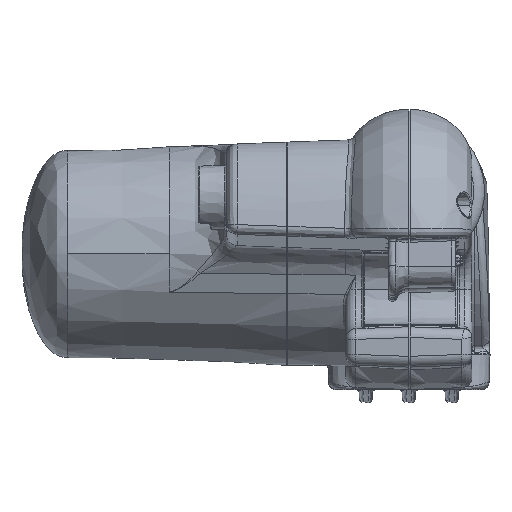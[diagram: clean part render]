
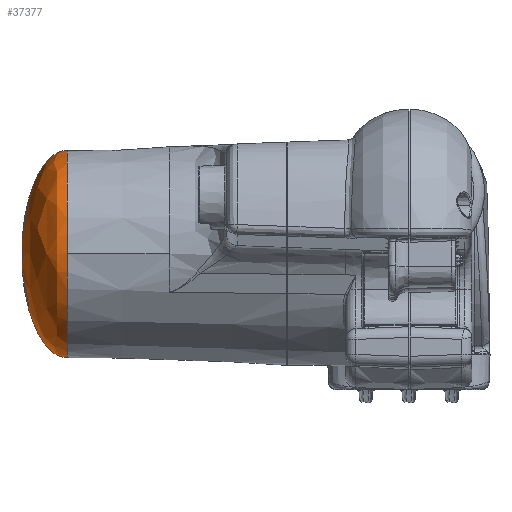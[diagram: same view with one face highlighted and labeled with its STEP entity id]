
A CAD part, top view. The second image highlights one B-rep face of the part: STEP entity #37377.
In plain terms, the highlighted free-form (B-spline) face has degree [3, 3] with [4, 4] control points.
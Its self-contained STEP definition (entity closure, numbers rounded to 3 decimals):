
#6271 = CARTESIAN_POINT ( 'NONE',  ( -127., -23.35, 38.565 ) ) ;
#6595 = DIRECTION ( 'NONE',  ( 0., 1., 0. ) ) ;
#6597 = DIRECTION ( 'NONE',  ( 1., 0., 0. ) ) ;
#6599 = CARTESIAN_POINT ( 'NONE',  ( -127., -23.35, 0. ) ) ;
#6600 = AXIS2_PLACEMENT_3D ( 'NONE', #6599, #6597, #6595 ) ;
#6601 = CIRCLE ( 'NONE', #6600, 38.565 ) ;
#16748 = CARTESIAN_POINT ( 'NONE',  ( -143.849, -18.227, 0. ) ) ;
#16749 = CARTESIAN_POINT ( 'NONE',  ( -143.849, -28.473, 0. ) ) ;
#16750 = CARTESIAN_POINT ( 'NONE',  ( -142.662, -48.566, 0. ) ) ;
#16751 = CARTESIAN_POINT ( 'NONE',  ( -135.936, -61.915, 0. ) ) ;
#16752 = CARTESIAN_POINT ( 'NONE',  ( -127., -61.915, 0. ) ) ;
#16753 = CARTESIAN_POINT ( 'NONE',  ( -143.849, -28.473, 0. ) ) ;
#16754 =( BOUNDED_CURVE ( )  B_SPLINE_CURVE ( 3, ( #16752, #16751, #16750, #16749 ),
 .UNSPECIFIED., .F., .T. ) 
 B_SPLINE_CURVE_WITH_KNOTS ( ( 4, 4 ),
 ( 3.142, 4.579 ),
 .UNSPECIFIED. ) 
 CURVE ( )  GEOMETRIC_REPRESENTATION_ITEM ( )  RATIONAL_B_SPLINE_CURVE ( ( 1., 0.835, 0.835, 1. ) ) 
 REPRESENTATION_ITEM ( '' )  );
#17181 = CARTESIAN_POINT ( 'NONE',  ( -143.849, -18.227, 0. ) ) ;
#17182 = CARTESIAN_POINT ( 'NONE',  ( -142.662, 1.866, 0. ) ) ;
#17183 = CARTESIAN_POINT ( 'NONE',  ( -135.936, 15.215, 0. ) ) ;
#17184 = CARTESIAN_POINT ( 'NONE',  ( -127., 15.215, 0. ) ) ;
#17185 =( BOUNDED_CURVE ( )  B_SPLINE_CURVE ( 3, ( #17184, #17183, #17182, #17181 ),
 .UNSPECIFIED., .F., .T. ) 
 B_SPLINE_CURVE_WITH_KNOTS ( ( 4, 4 ),
 ( 3.142, 4.579 ),
 .UNSPECIFIED. ) 
 CURVE ( )  GEOMETRIC_REPRESENTATION_ITEM ( )  RATIONAL_B_SPLINE_CURVE ( ( 1., 0.835, 0.835, 1. ) ) 
 REPRESENTATION_ITEM ( '' )  );
#17186 = CARTESIAN_POINT ( 'NONE',  ( -127., 15.215, 0. ) ) ;
#17251 = CARTESIAN_POINT ( 'NONE',  ( -127., -61.915, 0. ) ) ;
#25229 = AXIS2_PLACEMENT_3D ( 'NONE', #25231, #25234, #25233 ) ;
#25230 = CIRCLE ( 'NONE', #25229, 38.565 ) ;
#25231 = CARTESIAN_POINT ( 'NONE',  ( -127., -23.35, 0. ) ) ;
#25233 = DIRECTION ( 'NONE',  ( 0., 1., 0. ) ) ;
#25234 = DIRECTION ( 'NONE',  ( 1., 0., 0. ) ) ;
#32708 = EDGE_CURVE ( 'NONE', #56687, #54152, #25230, .T. ) ;
#32709 = ORIENTED_EDGE ( 'NONE', *, *, #56749, .F. ) ;
#32714 = ORIENTED_EDGE ( 'NONE', *, *, #32708, .F. ) ;
#32737 = ORIENTED_EDGE ( 'NONE', *, *, #55186, .F. ) ;
#32740 = ORIENTED_EDGE ( 'NONE', *, *, #54024, .F. ) ;
#32843 = ORIENTED_EDGE ( 'NONE', *, *, #54130, .T. ) ;
#37377 = ADVANCED_FACE ( 'NONE', ( #48340 ), #48444, .T. ) ;
#37378 = EDGE_LOOP ( 'NONE', ( #32740, #32714, #32709, #32843, #32737 ) ) ;
#48340 = FACE_OUTER_BOUND ( 'NONE', #37378, .T. ) ;
#48430 = CARTESIAN_POINT ( 'NONE',  ( -142.662, 1.866, 50.432 ) ) ;
#48431 = CARTESIAN_POINT ( 'NONE',  ( -142.662, 1.866, 0. ) ) ;
#48432 = CARTESIAN_POINT ( 'NONE',  ( -135.936, -61.915, 0. ) ) ;
#48433 = CARTESIAN_POINT ( 'NONE',  ( -135.936, -61.915, 77.13 ) ) ;
#48434 = CARTESIAN_POINT ( 'NONE',  ( -135.936, 15.215, 77.13 ) ) ;
#48435 = CARTESIAN_POINT ( 'NONE',  ( -135.936, 15.215, 0. ) ) ;
#48436 = CARTESIAN_POINT ( 'NONE',  ( -127., -61.915, 0. ) ) ;
#48437 = CARTESIAN_POINT ( 'NONE',  ( -127., -61.915, 77.13 ) ) ;
#48438 = CARTESIAN_POINT ( 'NONE',  ( -127., 15.215, 77.13 ) ) ;
#48439 = CARTESIAN_POINT ( 'NONE',  ( -127., 15.215, 0. ) ) ;
#48444 =( BOUNDED_SURFACE ( )  B_SPLINE_SURFACE ( 3, 3, ( 
 ( #48439, #48438, #48437, #48436 ),
 ( #48435, #48434, #48433, #48432 ),
 ( #48431, #48430, #48484, #48483 ),
 ( #48482, #48481, #48480, #48479 ) ),
 .UNSPECIFIED., .F., .F., .F. ) 
 B_SPLINE_SURFACE_WITH_KNOTS ( ( 4, 4 ),
 ( 4, 4 ),
 ( 0., 1. ),
 ( 0., 1. ),
 .UNSPECIFIED. ) 
 GEOMETRIC_REPRESENTATION_ITEM ( )  RATIONAL_B_SPLINE_SURFACE ( (
 ( 1., 0.333, 0.333, 1.),
 ( 0.835, 0.278, 0.278, 0.835),
 ( 0.835, 0.278, 0.278, 0.835),
 ( 1., 0.333, 0.333, 1.) ) ) 
 REPRESENTATION_ITEM ( '' )  SURFACE ( )  );
#48479 = CARTESIAN_POINT ( 'NONE',  ( -143.849, -28.473, 0. ) ) ;
#48480 = CARTESIAN_POINT ( 'NONE',  ( -143.849, -28.473, 10.246 ) ) ;
#48481 = CARTESIAN_POINT ( 'NONE',  ( -143.849, -18.227, 10.246 ) ) ;
#48482 = CARTESIAN_POINT ( 'NONE',  ( -143.849, -18.227, 0. ) ) ;
#48483 = CARTESIAN_POINT ( 'NONE',  ( -142.662, -48.566, 0. ) ) ;
#48484 = CARTESIAN_POINT ( 'NONE',  ( -142.662, -48.566, 50.432 ) ) ;
#54024 = EDGE_CURVE ( 'NONE', #54152, #54025, #16754, .T. ) ;
#54025 = VERTEX_POINT ( 'NONE', #16753 ) ;
#54027 = VERTEX_POINT ( 'NONE', #16748 ) ;
#54130 = EDGE_CURVE ( 'NONE', #54131, #54027, #17185, .T. ) ;
#54131 = VERTEX_POINT ( 'NONE', #17186 ) ;
#54152 = VERTEX_POINT ( 'NONE', #17251 ) ;
#55186 = EDGE_CURVE ( 'NONE', #54025, #54027, #66276, .T. ) ;
#56687 = VERTEX_POINT ( 'NONE', #6271 ) ;
#56749 = EDGE_CURVE ( 'NONE', #54131, #56687, #6601, .T. ) ;
#66272 = DIRECTION ( 'NONE',  ( 0., 1., 0. ) ) ;
#66273 = DIRECTION ( 'NONE',  ( -1., 0., 0. ) ) ;
#66274 = CARTESIAN_POINT ( 'NONE',  ( -143.849, -23.35, 0. ) ) ;
#66275 = AXIS2_PLACEMENT_3D ( 'NONE', #66274, #66273, #66272 ) ;
#66276 = CIRCLE ( 'NONE', #66275, 5.123 ) ;
